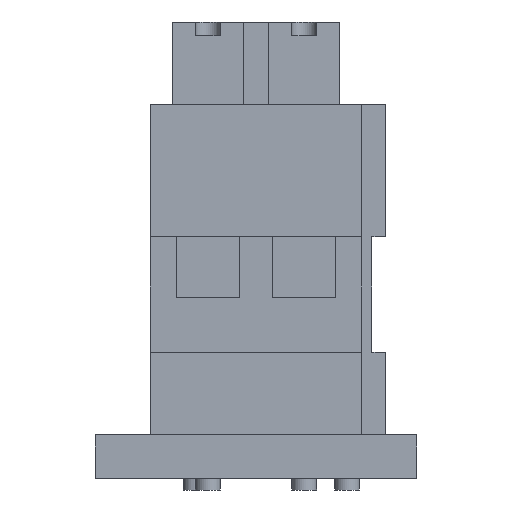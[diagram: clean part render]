
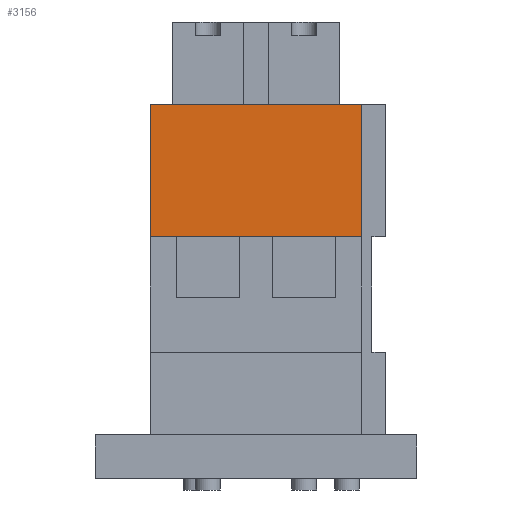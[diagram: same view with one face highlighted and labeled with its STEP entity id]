
A CAD part, left-side view. The second image highlights one B-rep face of the part: STEP entity #3156.
In plain terms, the highlighted face is planar.
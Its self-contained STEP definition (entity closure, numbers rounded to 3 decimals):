
#216=PLANE('',#3455);
#380=FACE_OUTER_BOUND('',#608,.T.);
#608=EDGE_LOOP('',(#2787,#2788,#2789,#2790));
#896=LINE('',#5092,#1210);
#912=LINE('',#5127,#1226);
#922=LINE('',#5146,#1236);
#923=LINE('',#5147,#1237);
#1210=VECTOR('',#4222,10.);
#1226=VECTOR('',#4256,10.);
#1236=VECTOR('',#4272,10.);
#1237=VECTOR('',#4273,10.);
#1592=VERTEX_POINT('',#5089);
#1593=VERTEX_POINT('',#5091);
#1602=VERTEX_POINT('',#5125);
#1603=VERTEX_POINT('',#5126);
#1983=EDGE_CURVE('',#1592,#1593,#896,.T.);
#1999=EDGE_CURVE('',#1602,#1603,#912,.T.);
#2009=EDGE_CURVE('',#1603,#1593,#922,.T.);
#2010=EDGE_CURVE('',#1602,#1592,#923,.T.);
#2787=ORIENTED_EDGE('',*,*,#1999,.T.);
#2788=ORIENTED_EDGE('',*,*,#2009,.T.);
#2789=ORIENTED_EDGE('',*,*,#1983,.F.);
#2790=ORIENTED_EDGE('',*,*,#2010,.F.);
#3156=ADVANCED_FACE('',(#380),#216,.T.);
#3455=AXIS2_PLACEMENT_3D('',#5145,#4270,#4271);
#4222=DIRECTION('',(1.,0.,0.));
#4256=DIRECTION('',(1.,0.,0.));
#4270=DIRECTION('center_axis',(0.,-1.,0.));
#4271=DIRECTION('ref_axis',(1.,0.,0.));
#4272=DIRECTION('',(0.,0.,1.));
#4273=DIRECTION('',(0.,0.,1.));
#5089=CARTESIAN_POINT('',(-3.85,-4.15,12.));
#5091=CARTESIAN_POINT('',(3.85,-4.15,12.));
#5092=CARTESIAN_POINT('',(-3.85,-4.15,12.));
#5125=CARTESIAN_POINT('',(-3.85,-4.15,7.2));
#5126=CARTESIAN_POINT('',(3.85,-4.15,7.2));
#5127=CARTESIAN_POINT('',(-3.85,-4.15,7.2));
#5145=CARTESIAN_POINT('Origin',(-3.85,-4.15,0.));
#5146=CARTESIAN_POINT('',(3.85,-4.15,0.));
#5147=CARTESIAN_POINT('',(-3.85,-4.15,0.));
